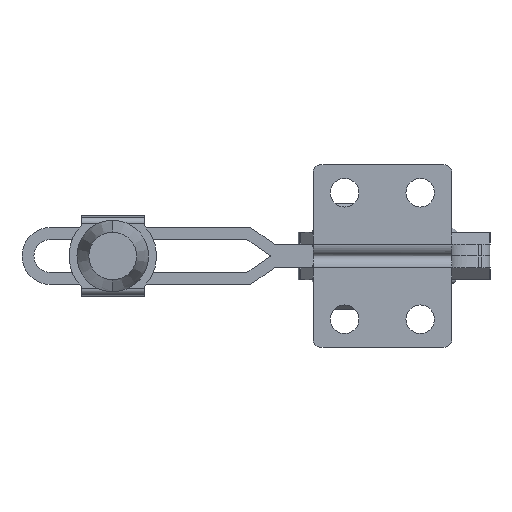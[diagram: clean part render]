
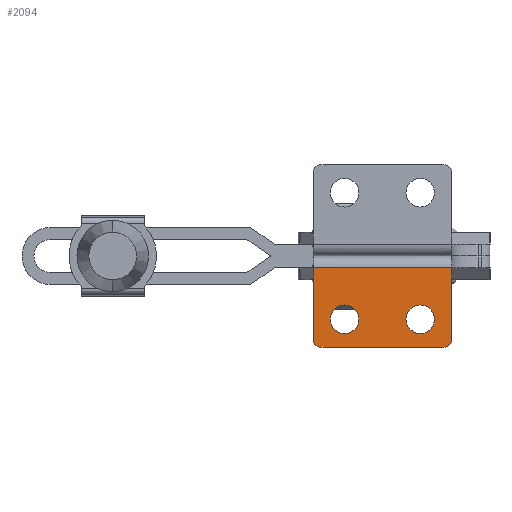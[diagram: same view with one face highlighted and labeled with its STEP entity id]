
A CAD part, front view. The second image highlights one B-rep face of the part: STEP entity #2094.
In plain terms, the highlighted planar face has unit normal (0, -1, 0).
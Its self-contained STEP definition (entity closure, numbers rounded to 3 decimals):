
#92 = AXIS2_PLACEMENT_3D ( 'NONE', #1321, #9143, #3280 ) ;
#174 = EDGE_LOOP ( 'NONE', ( #8314, #9931, #6152, #5103, #8120, #1742 ) ) ;
#279 = DIRECTION ( 'NONE',  ( 0., 1., 0. ) ) ;
#618 = DIRECTION ( 'NONE',  ( -1., 0., 0. ) ) ;
#825 = DIRECTION ( 'NONE',  ( 0., 0., 1. ) ) ;
#867 = VERTEX_POINT ( 'NONE', #1263 ) ;
#1211 = DIRECTION ( 'NONE',  ( 0., 1., 0. ) ) ;
#1263 = CARTESIAN_POINT ( 'NONE',  ( -17.05, -25.2, -19.5 ) ) ;
#1321 = CARTESIAN_POINT ( 'NONE',  ( -14.1, -25.2, -18. ) ) ;
#1469 = CARTESIAN_POINT ( 'NONE',  ( -44., -25.2, -21. ) ) ;
#1480 = VECTOR ( 'NONE', #1720, 1000. ) ;
#1515 = VECTOR ( 'NONE', #5475, 1000. ) ;
#1523 = ORIENTED_EDGE ( 'NONE', *, *, #2570, .T. ) ;
#1720 = DIRECTION ( 'NONE',  ( 1., 0., 0. ) ) ;
#1742 = ORIENTED_EDGE ( 'NONE', *, *, #4456, .F. ) ;
#1854 = CARTESIAN_POINT ( 'NONE',  ( -44., -25.2, -3. ) ) ;
#2094 = ADVANCED_FACE ( 'NONE', ( #7590, #12515, #7290 ), #6144, .T. ) ;
#2115 = CARTESIAN_POINT ( 'NONE',  ( -36.05, -25.2, -12.3 ) ) ;
#2325 = ORIENTED_EDGE ( 'NONE', *, *, #9965, .T. ) ;
#2358 = CIRCLE ( 'NONE', #10298, 3.6 ) ;
#2408 = CARTESIAN_POINT ( 'NONE',  ( -17.05, -25.2, -12.3 ) ) ;
#2488 = CIRCLE ( 'NONE', #12648, 3.6 ) ;
#2570 = EDGE_CURVE ( 'NONE', #867, #7327, #9639, .T. ) ;
#3280 = DIRECTION ( 'NONE',  ( -1., 0., 0. ) ) ;
#3421 = EDGE_CURVE ( 'NONE', #11018, #8585, #9603, .T. ) ;
#3483 = CARTESIAN_POINT ( 'NONE',  ( -17.05, -25.2, -15.9 ) ) ;
#3778 = LINE ( 'NONE', #11332, #1515 ) ;
#4096 = LINE ( 'NONE', #6705, #9654 ) ;
#4242 = CARTESIAN_POINT ( 'NONE',  ( -42., -25.2, -23. ) ) ;
#4246 = CARTESIAN_POINT ( 'NONE',  ( -36.05, -25.2, -15.9 ) ) ;
#4401 = EDGE_CURVE ( 'NONE', #7327, #867, #2358, .T. ) ;
#4456 = EDGE_CURVE ( 'NONE', #7727, #6392, #9871, .T. ) ;
#4465 = DIRECTION ( 'NONE',  ( -1., 0., 0. ) ) ;
#4793 = EDGE_LOOP ( 'NONE', ( #6602, #2325 ) ) ;
#4802 = EDGE_CURVE ( 'NONE', #6392, #7227, #10919, .T. ) ;
#5103 = ORIENTED_EDGE ( 'NONE', *, *, #11492, .F. ) ;
#5252 = DIRECTION ( 'NONE',  ( -1., 0., 0. ) ) ;
#5436 = ORIENTED_EDGE ( 'NONE', *, *, #4401, .T. ) ;
#5475 = DIRECTION ( 'NONE',  ( 0., 0., -1. ) ) ;
#5646 = CARTESIAN_POINT ( 'NONE',  ( -42., -25.2, -21. ) ) ;
#5996 = AXIS2_PLACEMENT_3D ( 'NONE', #4246, #11118, #5252 ) ;
#6133 = CARTESIAN_POINT ( 'NONE',  ( -36.05, -25.2, -15.9 ) ) ;
#6144 = PLANE ( 'NONE',  #92 ) ;
#6152 = ORIENTED_EDGE ( 'NONE', *, *, #12117, .F. ) ;
#6392 = VERTEX_POINT ( 'NONE', #7467 ) ;
#6482 = DIRECTION ( 'NONE',  ( 0., 1., 0. ) ) ;
#6602 = ORIENTED_EDGE ( 'NONE', *, *, #11838, .T. ) ;
#6631 = DIRECTION ( 'NONE',  ( -1., 0., 0. ) ) ;
#6705 = CARTESIAN_POINT ( 'NONE',  ( -44., -25.2, -18. ) ) ;
#6763 = CIRCLE ( 'NONE', #7160, 2. ) ;
#7093 = CARTESIAN_POINT ( 'NONE',  ( -17.05, -25.2, -15.9 ) ) ;
#7137 = VERTEX_POINT ( 'NONE', #2115 ) ;
#7143 = DIRECTION ( 'NONE',  ( -1., 0., 0. ) ) ;
#7160 = AXIS2_PLACEMENT_3D ( 'NONE', #5646, #12531, #6631 ) ;
#7227 = VERTEX_POINT ( 'NONE', #4242 ) ;
#7290 = FACE_OUTER_BOUND ( 'NONE', #174, .T. ) ;
#7327 = VERTEX_POINT ( 'NONE', #2408 ) ;
#7467 = CARTESIAN_POINT ( 'NONE',  ( -11.1, -25.2, -23. ) ) ;
#7549 = CARTESIAN_POINT ( 'NONE',  ( -9.1, -25.2, -3. ) ) ;
#7590 = FACE_BOUND ( 'NONE', #4793, .T. ) ;
#7662 = EDGE_LOOP ( 'NONE', ( #1523, #5436 ) ) ;
#7727 = VERTEX_POINT ( 'NONE', #10912 ) ;
#7990 = EDGE_CURVE ( 'NONE', #8585, #7727, #3778, .T. ) ;
#8088 = DIRECTION ( 'NONE',  ( -1., 0., 0. ) ) ;
#8120 = ORIENTED_EDGE ( 'NONE', *, *, #4802, .F. ) ;
#8314 = ORIENTED_EDGE ( 'NONE', *, *, #7990, .F. ) ;
#8585 = VERTEX_POINT ( 'NONE', #10518 ) ;
#9042 = VERTEX_POINT ( 'NONE', #1469 ) ;
#9143 = DIRECTION ( 'NONE',  ( 0., -1., 0. ) ) ;
#9333 = CIRCLE ( 'NONE', #5996, 3.6 ) ;
#9452 = AXIS2_PLACEMENT_3D ( 'NONE', #7093, #1211, #8088 ) ;
#9603 = LINE ( 'NONE', #7549, #1480 ) ;
#9639 = CIRCLE ( 'NONE', #9452, 3.6 ) ;
#9654 = VECTOR ( 'NONE', #825, 1000. ) ;
#9871 = CIRCLE ( 'NONE', #12286, 2. ) ;
#9931 = ORIENTED_EDGE ( 'NONE', *, *, #3421, .F. ) ;
#9965 = EDGE_CURVE ( 'NONE', #7137, #10633, #2488, .T. ) ;
#10298 = AXIS2_PLACEMENT_3D ( 'NONE', #3483, #10349, #4465 ) ;
#10349 = DIRECTION ( 'NONE',  ( 0., 1., 0. ) ) ;
#10518 = CARTESIAN_POINT ( 'NONE',  ( -9.1, -25.2, -3. ) ) ;
#10618 = VECTOR ( 'NONE', #11739, 1000. ) ;
#10633 = VERTEX_POINT ( 'NONE', #12007 ) ;
#10755 = CARTESIAN_POINT ( 'NONE',  ( -14.1, -25.2, -23. ) ) ;
#10912 = CARTESIAN_POINT ( 'NONE',  ( -9.1, -25.2, -21. ) ) ;
#10919 = LINE ( 'NONE', #10755, #10618 ) ;
#11018 = VERTEX_POINT ( 'NONE', #1854 ) ;
#11118 = DIRECTION ( 'NONE',  ( 0., 1., 0. ) ) ;
#11332 = CARTESIAN_POINT ( 'NONE',  ( -9.1, -25.2, 0. ) ) ;
#11492 = EDGE_CURVE ( 'NONE', #7227, #9042, #6763, .T. ) ;
#11739 = DIRECTION ( 'NONE',  ( -1., 0., 0. ) ) ;
#11838 = EDGE_CURVE ( 'NONE', #10633, #7137, #9333, .T. ) ;
#12007 = CARTESIAN_POINT ( 'NONE',  ( -36.05, -25.2, -19.5 ) ) ;
#12117 = EDGE_CURVE ( 'NONE', #9042, #11018, #4096, .T. ) ;
#12286 = AXIS2_PLACEMENT_3D ( 'NONE', #12377, #6482, #618 ) ;
#12377 = CARTESIAN_POINT ( 'NONE',  ( -11.1, -25.2, -21. ) ) ;
#12515 = FACE_BOUND ( 'NONE', #7662, .T. ) ;
#12531 = DIRECTION ( 'NONE',  ( 0., 1., 0. ) ) ;
#12648 = AXIS2_PLACEMENT_3D ( 'NONE', #6133, #279, #7143 ) ;
